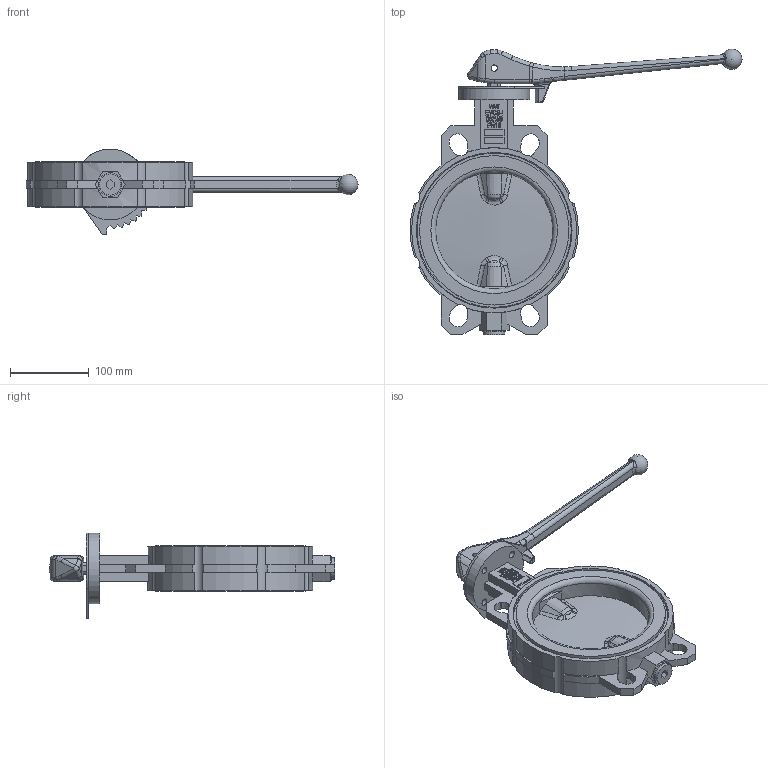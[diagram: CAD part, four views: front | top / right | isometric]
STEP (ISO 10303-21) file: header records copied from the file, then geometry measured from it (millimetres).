
FILE_DESCRIPTION(/* description */ ('STEP AP214'),/* implementation_level */ '2;1');
FILE_NAME(/* name */ '2313bs150_stp_1.step',/* time_stamp */ '2025-10-23T13:07:47+02:00',/* author */ (''),/* organization */ (''),/* preprocessor_version */ 'ST-DEVELOPER v20.1',/* originating_system */ 'Autodesk Translation Framework v14.17.0.0',/* authorisation */ '');
FILE_SCHEMA (('AUTOMOTIVE_DESIGN { 1 0 10303 214 3 1 1 }'));
Length unit declared in the file: millimetre
Products named in the file (2): EVCS-i DN150 PN16 F07-L16; EV-SERIES LEVER L3
Assembly tree (1 placements, depth 2):
  EVCS-i DN150 PN16 F07-L16
    EV-SERIES LEVER L3
Bounding box: 422 x 363.41 x 109 mm (x, y, z)
Volume: 1588562.7 mm3; surface area: 229343.6 mm2
Topology: 2 solids, 2 shells, 609 faces, 1623 edges, 1039 vertices
Faces by surface type: plane 299, bspline 139, cylinder 126, torus 28, cone 11, sphere 6
Full cylindrical faces by diameter (mm): 8 x2, 9 x4, 18 x1, 22.5 x1, 27 x1, 30 x1, 55 x1, 90 x1, 149 x1, 190 x2, 198 x2
Entity records: 27410 total; most frequent: CARTESIAN_POINT 12298, ORIENTED_EDGE 3230, DIRECTION 2695, EDGE_CURVE 1615, VERTEX_POINT 1039, LINE 921, VECTOR 921, AXIS2_PLACEMENT_3D 887
